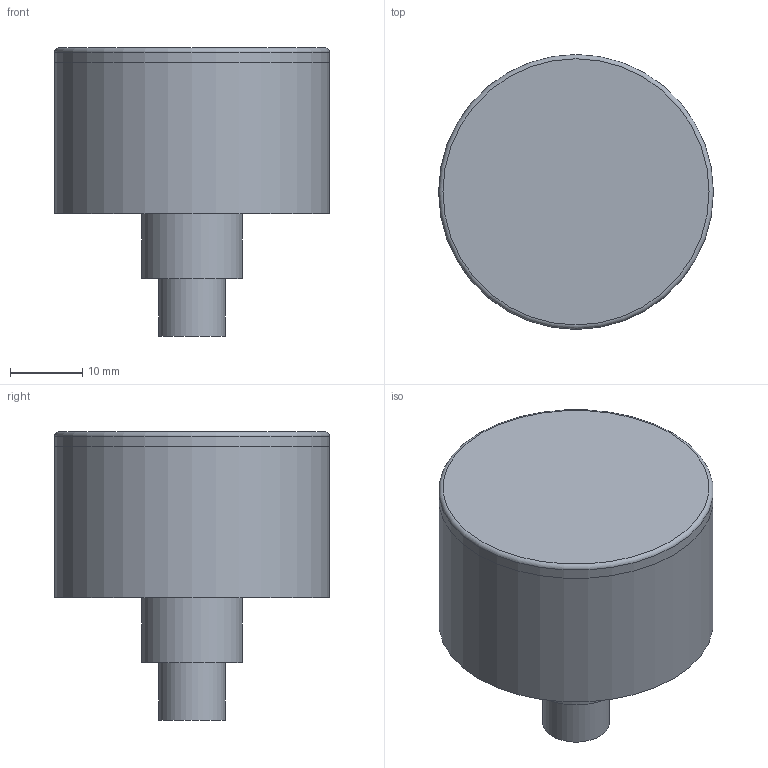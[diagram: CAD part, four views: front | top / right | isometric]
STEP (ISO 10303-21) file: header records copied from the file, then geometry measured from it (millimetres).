
FILE_DESCRIPTION(/* description */ ('Top for Base for 18-013-212 Pressure Gauge'),/* implementation_level */ '2;1');
FILE_NAME(/* name */ 'Pneumatics_Norgren_18-013-212.iam.step',/* time_stamp */ '2015-01-02T19:32:43-08:00',/* author */ ('Autodesk, Inc.'),/* organization */ (''),/* preprocessor_version */ 'ST-DEVELOPER v15.6',/* originating_system */ 'Autodesk Inventor 2015',/* authorisation */ '');
FILE_SCHEMA (('AUTOMOTIVE_DESIGN { 1 0 10303 214 3 1 1 }'));
Length unit declared in the file: inch
Products named in the file (3): 18-013-212_Top; 18-013-212_Base; Pneumatics_Norgren_18-013-212
Assembly tree (2 placements, depth 2):
  Pneumatics_Norgren_18-013-212
    18-013-212_Top
    18-013-212_Base
Bounding box: 38.1 x 38.1 x 40 mm (x, y, z)
Volume: 26549.8 mm3; surface area: 8236 mm2
Topology: 2 solids, 2 shells, 60 faces, 145 edges, 96 vertices
Faces by surface type: plane 39, cylinder 19, torus 2
Full cylindrical faces by diameter (mm): 2.5 x2, 9.23 x1, 14 x1, 37.1 x1, 38.1 x2
Entity records: 1870 total; most frequent: DIRECTION 306, CARTESIAN_POINT 297, ORIENTED_EDGE 272, EDGE_CURVE 136, AXIS2_PLACEMENT_3D 105, LINE 96, VECTOR 96, VERTEX_POINT 96
